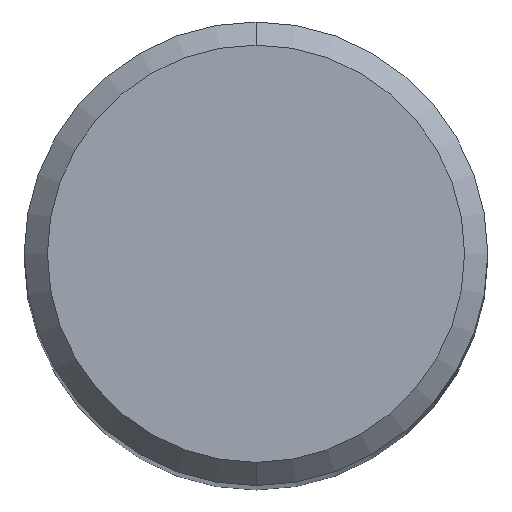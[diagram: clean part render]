
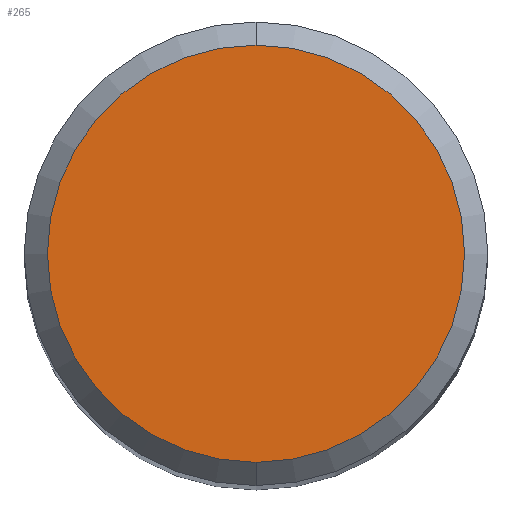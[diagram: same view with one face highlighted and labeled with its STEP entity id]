
A CAD part, top view. The second image highlights one B-rep face of the part: STEP entity #265.
In plain terms, the highlighted planar face has unit normal (0, 0, 1).
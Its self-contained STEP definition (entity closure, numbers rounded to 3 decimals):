
#255=VERTEX_POINT('',#642);
#265=ADVANCED_FACE('',(#653),#654,.T.);
#305=VERTEX_POINT('',#698);
#361=EDGE_CURVE('',#305,#255,#761,.T.);
#457=EDGE_CURVE('',#255,#305,#872,.T.);
#642=CARTESIAN_POINT('',(0.,-3.6,0.0));
#653=FACE_OUTER_BOUND('',#1108,.T.);
#654=PLANE('',#1109);
#698=CARTESIAN_POINT('',(0.0,3.6,0.0));
#761=CIRCLE('',#1309,3.6);
#872=CIRCLE('',#1509,3.6);
#1108=EDGE_LOOP('',(#1810,#1811));
#1109=AXIS2_PLACEMENT_3D('',#1812,#1813,#1814);
#1309=AXIS2_PLACEMENT_3D('',#1942,#1943,#1944);
#1509=AXIS2_PLACEMENT_3D('',#2099,#2100,#2101);
#1810=ORIENTED_EDGE('',*,*,#361,.F.);
#1811=ORIENTED_EDGE('',*,*,#457,.F.);
#1812=CARTESIAN_POINT('',(0.0,1.8,0.0));
#1813=DIRECTION('',(-0.0,0.0,1.0));
#1814=DIRECTION('',(0.0,-1.0,0.0));
#1942=CARTESIAN_POINT('',(0.0,0.0,0.0));
#1943=DIRECTION('',(0.0,0.0,-1.0));
#1944=DIRECTION('',(0.0,1.0,0.0));
#2099=CARTESIAN_POINT('',(0.0,0.0,0.0));
#2100=DIRECTION('',(0.0,0.0,-1.0));
#2101=DIRECTION('',(0.0,1.0,0.0));
